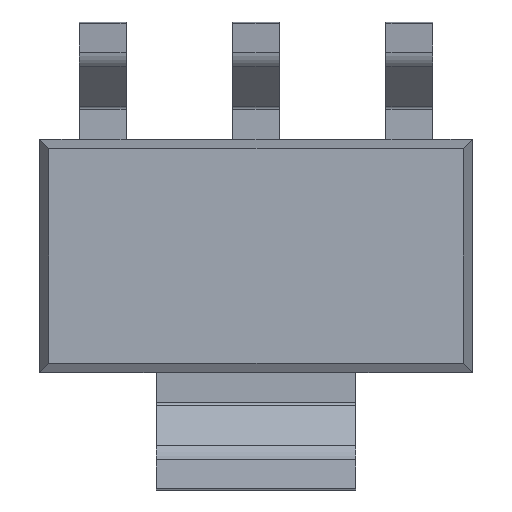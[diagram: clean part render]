
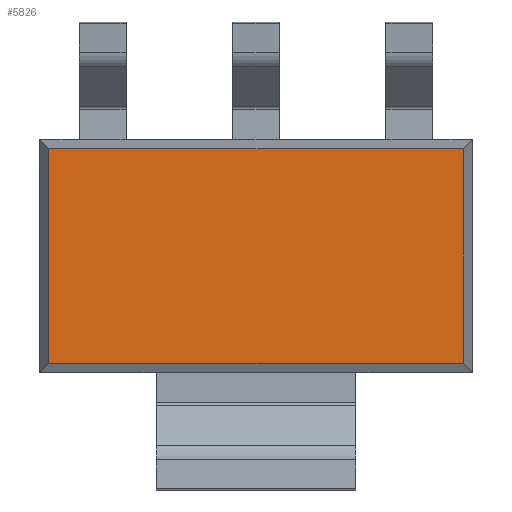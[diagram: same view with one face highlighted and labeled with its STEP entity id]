
A CAD part, front view. The second image highlights one B-rep face of the part: STEP entity #5826.
In plain terms, the highlighted planar face has unit normal (0, -1, 0).
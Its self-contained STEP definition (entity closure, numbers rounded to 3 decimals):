
#194 = VERTEX_POINT ( 'NONE', #3414 ) ;
#471 = VECTOR ( 'NONE', #3926, 1000. ) ;
#692 = LINE ( 'NONE', #7463, #3297 ) ;
#725 = VERTEX_POINT ( 'NONE', #5397 ) ;
#924 = VERTEX_POINT ( 'NONE', #7061 ) ;
#1228 = VECTOR ( 'NONE', #4705, 1000. ) ;
#1254 = EDGE_CURVE ( 'NONE', #194, #6689, #7397, .T. ) ;
#2853 = LINE ( 'NONE', #6808, #471 ) ;
#3297 = VECTOR ( 'NONE', #3372, 1000. ) ;
#3372 = DIRECTION ( 'NONE',  ( 1., 0., 0. ) ) ;
#3414 = CARTESIAN_POINT ( 'NONE',  ( 6.36, 0., -3.36 ) ) ;
#3531 = ORIENTED_EDGE ( 'NONE', *, *, #1254, .T. ) ;
#3567 = FACE_OUTER_BOUND ( 'NONE', #4828, .T. ) ;
#3926 = DIRECTION ( 'NONE',  ( 0., 0., -1. ) ) ;
#3939 = DIRECTION ( 'NONE',  ( 0., 0., -1. ) ) ;
#4070 = DIRECTION ( 'NONE',  ( 0., -1., 0. ) ) ;
#4552 = EDGE_CURVE ( 'NONE', #6689, #725, #5709, .T. ) ;
#4705 = DIRECTION ( 'NONE',  ( 0., 0., 1. ) ) ;
#4828 = EDGE_LOOP ( 'NONE', ( #3531, #9160, #4995, #8809 ) ) ;
#4995 = ORIENTED_EDGE ( 'NONE', *, *, #7731, .T. ) ;
#5087 = EDGE_CURVE ( 'NONE', #924, #194, #692, .T. ) ;
#5265 = VECTOR ( 'NONE', #5472, 1000. ) ;
#5397 = CARTESIAN_POINT ( 'NONE',  ( 0.14, 0., -0.14 ) ) ;
#5440 = CARTESIAN_POINT ( 'NONE',  ( 0., 0., 0. ) ) ;
#5472 = DIRECTION ( 'NONE',  ( -1., 0., 0. ) ) ;
#5709 = LINE ( 'NONE', #6087, #5265 ) ;
#5826 = ADVANCED_FACE ( 'NONE', ( #3567 ), #8368, .T. ) ;
#6087 = CARTESIAN_POINT ( 'NONE',  ( 0., 0., -0.14 ) ) ;
#6689 = VERTEX_POINT ( 'NONE', #7048 ) ;
#6808 = CARTESIAN_POINT ( 'NONE',  ( 0.14, 0., -3.5 ) ) ;
#7048 = CARTESIAN_POINT ( 'NONE',  ( 6.36, 0., -0.14 ) ) ;
#7061 = CARTESIAN_POINT ( 'NONE',  ( 0.14, 0., -3.36 ) ) ;
#7397 = LINE ( 'NONE', #8942, #1228 ) ;
#7463 = CARTESIAN_POINT ( 'NONE',  ( 6.5, 0., -3.36 ) ) ;
#7731 = EDGE_CURVE ( 'NONE', #725, #924, #2853, .T. ) ;
#8368 = PLANE ( 'NONE',  #8577 ) ;
#8577 = AXIS2_PLACEMENT_3D ( 'NONE', #5440, #4070, #3939 ) ;
#8809 = ORIENTED_EDGE ( 'NONE', *, *, #5087, .T. ) ;
#8942 = CARTESIAN_POINT ( 'NONE',  ( 6.36, 0., 0. ) ) ;
#9160 = ORIENTED_EDGE ( 'NONE', *, *, #4552, .T. ) ;
